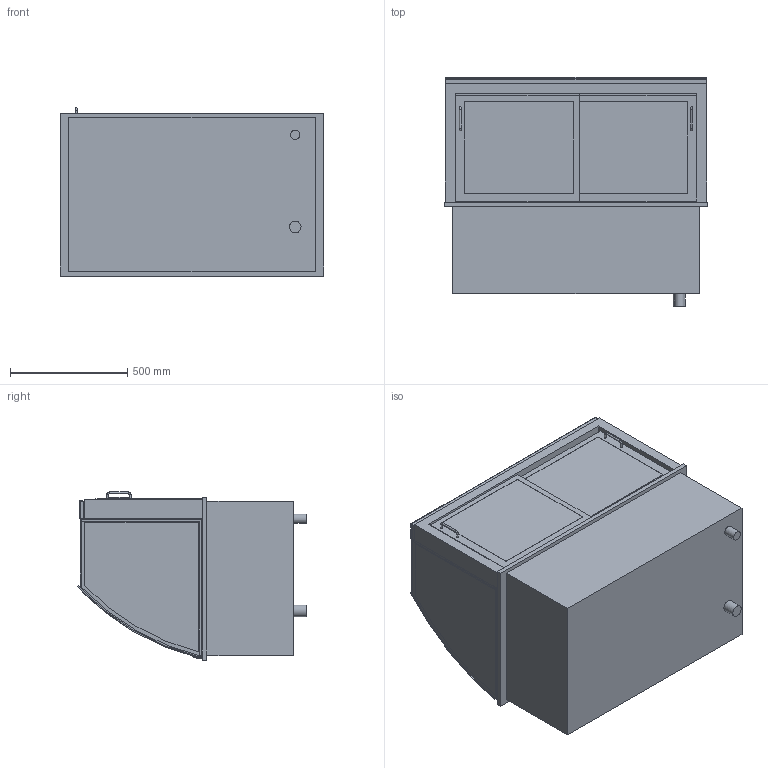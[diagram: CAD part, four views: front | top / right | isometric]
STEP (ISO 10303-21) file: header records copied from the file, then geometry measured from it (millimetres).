
FILE_DESCRIPTION(/* description */ ('vereinfachtes Modell'),/* implementation_level */ '2;1');
FILE_NAME(/* name */ '3D-AKE-00005889.stp',/* time_stamp */ '2024-10-11T10:45:10+02:00',/* author */ ('marina.schachner'),/* organization */ (''),/* preprocessor_version */ 'ST-DEVELOPER v20',/* originating_system */ 'Autodesk Inventor 2024',/* authorisation */ '');
FILE_SCHEMA (('AUTOMOTIVE_DESIGN { 1 0 10303 214 3 1 1 }'));
Length unit declared in the file: millimetre
Products named in the file (1): 3D-AKE-00005797
Bounding box: 1125 x 977.07 x 717 mm (x, y, z)
Volume: 124909913.8 mm3; surface area: 13405057.9 mm2
Topology: 33 solids, 33 shells, 351 faces, 839 edges, 558 vertices
Faces by surface type: plane 289, cylinder 58, torus 4
Full cylindrical faces by diameter (mm): 8 x6, 40 x1, 50 x1
Entity records: 10128 total; most frequent: CARTESIAN_POINT 1749, ORIENTED_EDGE 1678, DIRECTION 1677, EDGE_CURVE 839, LINE 705, VECTOR 705, VERTEX_POINT 558, AXIS2_PLACEMENT_3D 486
